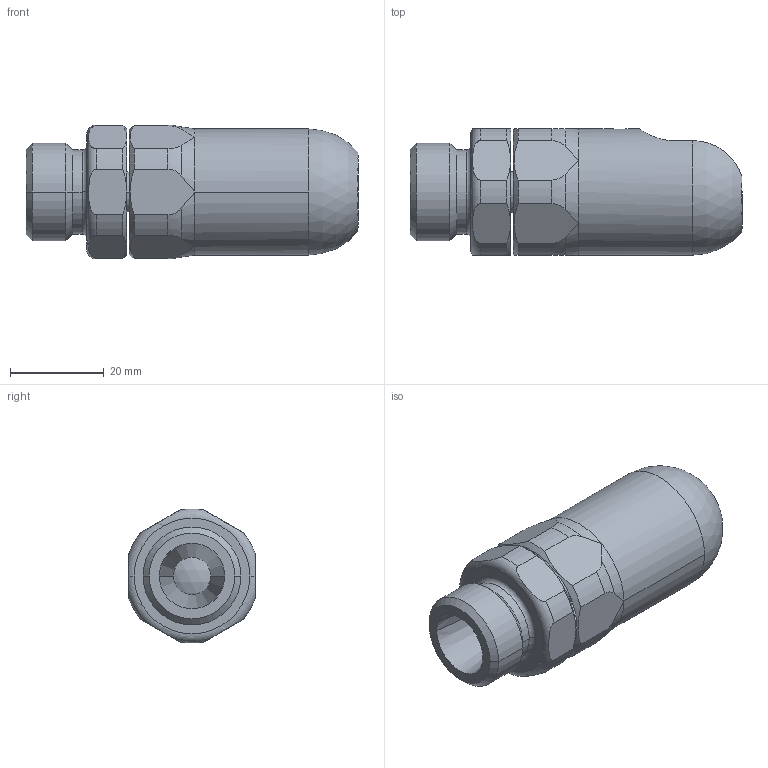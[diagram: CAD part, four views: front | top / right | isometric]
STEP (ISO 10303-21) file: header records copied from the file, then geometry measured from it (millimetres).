
FILE_DESCRIPTION((''),'2;1');
FILE_NAME('TMP9247_SW','2010-08-27T',('TooextPHE'),(''),'PRO/ENGINEER BY PARAMETRIC TECHNOLOGY CORPORATION, 2008310','PRO/ENGINEER BY PARAMETRIC TECHNOLOGY CORPORATION, 2008310','');
FILE_SCHEMA(('CONFIG_CONTROL_DESIGN', 'GEOMETRIC_VALIDATION_PROPERTIES_MIM'));
Length unit declared in the file: millimetre
Products named in the file (1): TMP9247_SW
Bounding box: 71 x 27 x 28.65 mm (x, y, z)
Surface area: 11455.8 mm2 (no closed solid volume)
Topology: 0 solids, 7 shells, 134 faces, 362 edges, 228 vertices
Faces by surface type: cylinder 39, plane 33, cone 23, torus 22, bspline 10, sphere 7
Entity records: 5378 total; most frequent: CARTESIAN_POINT 1735, DIRECTION 695, ORIENTED_EDGE 671, EDGE_CURVE 358, AXIS2_PLACEMENT_3D 298, VERTEX_POINT 228, CIRCLE 174, EDGE_LOOP 140
